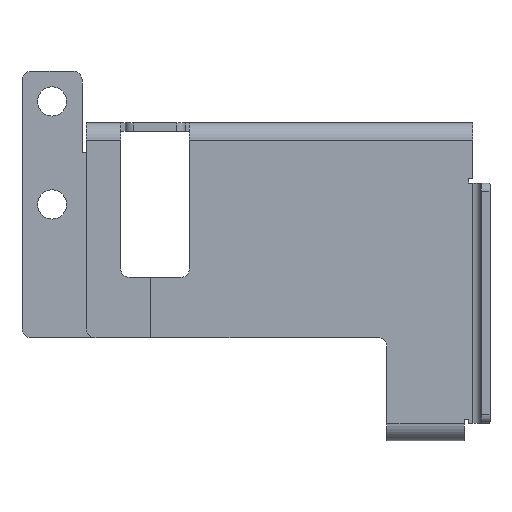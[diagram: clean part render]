
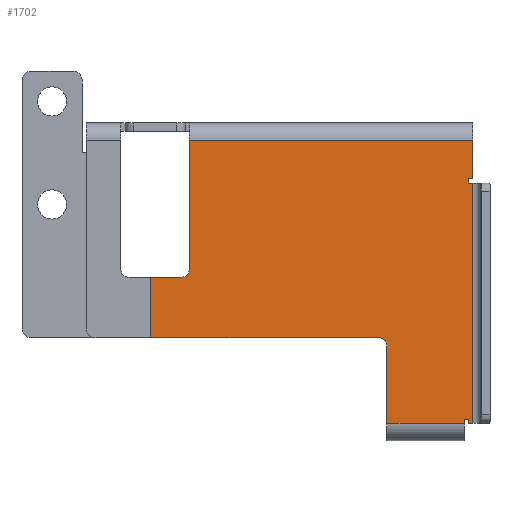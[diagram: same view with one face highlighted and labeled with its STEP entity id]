
A CAD part, left-side view. The second image highlights one B-rep face of the part: STEP entity #1702.
In plain terms, the highlighted planar face has unit normal (-1, 0, 0).
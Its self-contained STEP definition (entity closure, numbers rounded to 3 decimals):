
#43 = VECTOR ( 'NONE', #627, 1000. ) ;
#81 = DIRECTION ( 'NONE',  ( 0., -1., 0. ) ) ;
#87 = ORIENTED_EDGE ( 'NONE', *, *, #97, .F. ) ;
#97 = EDGE_CURVE ( 'NONE', #764, #4758, #1420, .T. ) ;
#163 = EDGE_CURVE ( 'NONE', #316, #1601, #2194, .T. ) ;
#230 = CARTESIAN_POINT ( 'NONE',  ( -1., 10., -35. ) ) ;
#250 = ORIENTED_EDGE ( 'NONE', *, *, #163, .T. ) ;
#257 = CARTESIAN_POINT ( 'NONE',  ( -1., 0.5, -34.5 ) ) ;
#264 = VERTEX_POINT ( 'NONE', #4438 ) ;
#316 = VERTEX_POINT ( 'NONE', #2218 ) ;
#346 = CARTESIAN_POINT ( 'NONE',  ( -1., 1., -34.5 ) ) ;
#361 = DIRECTION ( 'NONE',  ( 0., 1., 0. ) ) ;
#380 = CARTESIAN_POINT ( 'NONE',  ( -1., 0., -6.5 ) ) ;
#454 = LINE ( 'NONE', #4216, #3316 ) ;
#457 = ORIENTED_EDGE ( 'NONE', *, *, #1756, .F. ) ;
#472 = VERTEX_POINT ( 'NONE', #1831 ) ;
#486 = EDGE_CURVE ( 'NONE', #2804, #1601, #563, .T. ) ;
#490 = CARTESIAN_POINT ( 'NONE',  ( -1., 1., -35. ) ) ;
#504 = DIRECTION ( 'NONE',  ( 0., -1., 0. ) ) ;
#563 = LINE ( 'NONE', #3704, #3411 ) ;
#585 = DIRECTION ( 'NONE',  ( 0., -1., 0. ) ) ;
#626 = ORIENTED_EDGE ( 'NONE', *, *, #3086, .T. ) ;
#627 = DIRECTION ( 'NONE',  ( 0., -1., 0. ) ) ;
#664 = LINE ( 'NONE', #2265, #1664 ) ;
#679 = AXIS2_PLACEMENT_3D ( 'NONE', #2155, #3892, #709 ) ;
#709 = DIRECTION ( 'NONE',  ( 0., 0., -1. ) ) ;
#739 = DIRECTION ( 'NONE',  ( 1., 0., 0. ) ) ;
#764 = VERTEX_POINT ( 'NONE', #2704 ) ;
#772 = VECTOR ( 'NONE', #361, 1000. ) ;
#870 = DIRECTION ( 'NONE',  ( 0., 0., 1. ) ) ;
#883 = ORIENTED_EDGE ( 'NONE', *, *, #4073, .F. ) ;
#884 = CARTESIAN_POINT ( 'NONE',  ( -1., 0., -35. ) ) ;
#939 = DIRECTION ( 'NONE',  ( 0., 1., 0. ) ) ;
#955 = LINE ( 'NONE', #2422, #1957 ) ;
#984 = CARTESIAN_POINT ( 'NONE',  ( -1., 0.5, -7. ) ) ;
#1023 = EDGE_CURVE ( 'NONE', #764, #472, #2838, .T. ) ;
#1058 = DIRECTION ( 'NONE',  ( 0., 1., 0. ) ) ;
#1083 = VECTOR ( 'NONE', #1796, 1000. ) ;
#1136 = CARTESIAN_POINT ( 'NONE',  ( -1., 34., -18. ) ) ;
#1189 = CIRCLE ( 'NONE', #679, 1. ) ;
#1205 = CARTESIAN_POINT ( 'NONE',  ( -1., 1., -35. ) ) ;
#1292 = ORIENTED_EDGE ( 'NONE', *, *, #2059, .T. ) ;
#1316 = DIRECTION ( 'NONE',  ( 0., 0., -1. ) ) ;
#1363 = CIRCLE ( 'NONE', #3954, 1. ) ;
#1375 = EDGE_LOOP ( 'NONE', ( #883, #3880, #87, #3725, #4709, #3968, #2774, #3673, #626, #1292, #250, #1637, #1806, #4281, #3369, #457, #3874, #3381 ) ) ;
#1420 = LINE ( 'NONE', #3529, #3417 ) ;
#1473 = EDGE_CURVE ( 'NONE', #3220, #4336, #2054, .T. ) ;
#1493 = VECTOR ( 'NONE', #585, 1000. ) ;
#1548 = PLANE ( 'NONE',  #1801 ) ;
#1552 = CARTESIAN_POINT ( 'NONE',  ( -1., 0., 0. ) ) ;
#1601 = VERTEX_POINT ( 'NONE', #490 ) ;
#1635 = EDGE_CURVE ( 'NONE', #1919, #4758, #454, .T. ) ;
#1637 = ORIENTED_EDGE ( 'NONE', *, *, #486, .F. ) ;
#1664 = VECTOR ( 'NONE', #2369, 1000. ) ;
#1673 = VECTOR ( 'NONE', #4036, 1000. ) ;
#1702 = ADVANCED_FACE ( 'NONE', ( #2962 ), #1548, .F. ) ;
#1720 = VERTEX_POINT ( 'NONE', #3724 ) ;
#1739 = EDGE_CURVE ( 'NONE', #264, #3583, #1859, .T. ) ;
#1756 = EDGE_CURVE ( 'NONE', #2584, #4336, #3611, .T. ) ;
#1796 = DIRECTION ( 'NONE',  ( 0., -1., 0. ) ) ;
#1801 = AXIS2_PLACEMENT_3D ( 'NONE', #1552, #739, #3349 ) ;
#1806 = ORIENTED_EDGE ( 'NONE', *, *, #3232, .F. ) ;
#1820 = EDGE_CURVE ( 'NONE', #4117, #2584, #2500, .T. ) ;
#1831 = CARTESIAN_POINT ( 'NONE',  ( -1., 33., -17. ) ) ;
#1838 = DIRECTION ( 'NONE',  ( 0., 0., -1. ) ) ;
#1839 = VECTOR ( 'NONE', #2927, 1000. ) ;
#1859 = LINE ( 'NONE', #4528, #2751 ) ;
#1919 = VERTEX_POINT ( 'NONE', #380 ) ;
#1957 = VECTOR ( 'NONE', #3547, 1000. ) ;
#2054 = LINE ( 'NONE', #1205, #43 ) ;
#2059 = EDGE_CURVE ( 'NONE', #4225, #316, #2325, .T. ) ;
#2071 = VERTEX_POINT ( 'NONE', #257 ) ;
#2155 = CARTESIAN_POINT ( 'NONE',  ( -1., 34., -17. ) ) ;
#2194 = LINE ( 'NONE', #230, #1083 ) ;
#2211 = CARTESIAN_POINT ( 'NONE',  ( -1., 11., -25. ) ) ;
#2218 = CARTESIAN_POINT ( 'NONE',  ( -1., 10., -35. ) ) ;
#2239 = CARTESIAN_POINT ( 'NONE',  ( -1., 0.5, -7. ) ) ;
#2255 = CARTESIAN_POINT ( 'NONE',  ( -1., 0., -7. ) ) ;
#2265 = CARTESIAN_POINT ( 'NONE',  ( -1., 0.5, -6.5 ) ) ;
#2325 = LINE ( 'NONE', #2482, #4319 ) ;
#2369 = DIRECTION ( 'NONE',  ( 0., 0., -1. ) ) ;
#2422 = CARTESIAN_POINT ( 'NONE',  ( -1., 0.5, 0. ) ) ;
#2482 = CARTESIAN_POINT ( 'NONE',  ( -1., 10., -36. ) ) ;
#2491 = LINE ( 'NONE', #4052, #4487 ) ;
#2500 = LINE ( 'NONE', #984, #1493 ) ;
#2584 = VERTEX_POINT ( 'NONE', #2255 ) ;
#2603 = CARTESIAN_POINT ( 'NONE',  ( -1., -1., -6.5 ) ) ;
#2621 = VECTOR ( 'NONE', #3151, 1000. ) ;
#2667 = VECTOR ( 'NONE', #1058, 1000. ) ;
#2673 = EDGE_CURVE ( 'NONE', #4713, #4289, #2491, .T. ) ;
#2704 = CARTESIAN_POINT ( 'NONE',  ( -1., 33., -2. ) ) ;
#2735 = CARTESIAN_POINT ( 'NONE',  ( -1., 0.5, -35. ) ) ;
#2751 = VECTOR ( 'NONE', #504, 1000. ) ;
#2774 = ORIENTED_EDGE ( 'NONE', *, *, #2818, .T. ) ;
#2804 = VERTEX_POINT ( 'NONE', #346 ) ;
#2818 = EDGE_CURVE ( 'NONE', #4289, #264, #3768, .T. ) ;
#2838 = LINE ( 'NONE', #4732, #1839 ) ;
#2909 = EDGE_CURVE ( 'NONE', #472, #4713, #1189, .T. ) ;
#2927 = DIRECTION ( 'NONE',  ( 0., 0., -1. ) ) ;
#2962 = FACE_OUTER_BOUND ( 'NONE', #1375, .T. ) ;
#3086 = EDGE_CURVE ( 'NONE', #3583, #4225, #1363, .T. ) ;
#3151 = DIRECTION ( 'NONE',  ( 0., 0., -1. ) ) ;
#3162 = CARTESIAN_POINT ( 'NONE',  ( -1., 37.5, -18. ) ) ;
#3220 = VERTEX_POINT ( 'NONE', #2735 ) ;
#3232 = EDGE_CURVE ( 'NONE', #2071, #2804, #4676, .T. ) ;
#3316 = VECTOR ( 'NONE', #870, 1000. ) ;
#3349 = DIRECTION ( 'NONE',  ( 0., 0., -1. ) ) ;
#3369 = ORIENTED_EDGE ( 'NONE', *, *, #1473, .T. ) ;
#3381 = ORIENTED_EDGE ( 'NONE', *, *, #3706, .F. ) ;
#3411 = VECTOR ( 'NONE', #3623, 1000. ) ;
#3417 = VECTOR ( 'NONE', #81, 1000. ) ;
#3529 = CARTESIAN_POINT ( 'NONE',  ( -1., 0., -2. ) ) ;
#3547 = DIRECTION ( 'NONE',  ( 0., 0., 1. ) ) ;
#3565 = CARTESIAN_POINT ( 'NONE',  ( -1., 0., -34.5 ) ) ;
#3583 = VERTEX_POINT ( 'NONE', #2211 ) ;
#3611 = LINE ( 'NONE', #4547, #2621 ) ;
#3623 = DIRECTION ( 'NONE',  ( 0., 0., -1. ) ) ;
#3673 = ORIENTED_EDGE ( 'NONE', *, *, #1739, .T. ) ;
#3704 = CARTESIAN_POINT ( 'NONE',  ( -1., 1., 0. ) ) ;
#3706 = EDGE_CURVE ( 'NONE', #1720, #4117, #664, .T. ) ;
#3724 = CARTESIAN_POINT ( 'NONE',  ( -1., 0.5, -6.5 ) ) ;
#3725 = ORIENTED_EDGE ( 'NONE', *, *, #1023, .T. ) ;
#3756 = LINE ( 'NONE', #2603, #772 ) ;
#3768 = LINE ( 'NONE', #3162, #1673 ) ;
#3844 = EDGE_CURVE ( 'NONE', #3220, #2071, #955, .T. ) ;
#3856 = CARTESIAN_POINT ( 'NONE',  ( -1., 37.5, -18. ) ) ;
#3874 = ORIENTED_EDGE ( 'NONE', *, *, #1820, .F. ) ;
#3880 = ORIENTED_EDGE ( 'NONE', *, *, #1635, .T. ) ;
#3892 = DIRECTION ( 'NONE',  ( 1., 0., 0. ) ) ;
#3954 = AXIS2_PLACEMENT_3D ( 'NONE', #4485, #4851, #1838 ) ;
#3968 = ORIENTED_EDGE ( 'NONE', *, *, #2673, .T. ) ;
#4036 = DIRECTION ( 'NONE',  ( 0., 0., -1. ) ) ;
#4052 = CARTESIAN_POINT ( 'NONE',  ( -1., 33., -18. ) ) ;
#4073 = EDGE_CURVE ( 'NONE', #1919, #1720, #3756, .T. ) ;
#4117 = VERTEX_POINT ( 'NONE', #2239 ) ;
#4216 = CARTESIAN_POINT ( 'NONE',  ( -1., 0., -1. ) ) ;
#4225 = VERTEX_POINT ( 'NONE', #4540 ) ;
#4281 = ORIENTED_EDGE ( 'NONE', *, *, #3844, .F. ) ;
#4289 = VERTEX_POINT ( 'NONE', #3856 ) ;
#4319 = VECTOR ( 'NONE', #1316, 1000. ) ;
#4336 = VERTEX_POINT ( 'NONE', #884 ) ;
#4438 = CARTESIAN_POINT ( 'NONE',  ( -1., 37.5, -25. ) ) ;
#4485 = CARTESIAN_POINT ( 'NONE',  ( -1., 11., -26. ) ) ;
#4487 = VECTOR ( 'NONE', #939, 1000. ) ;
#4528 = CARTESIAN_POINT ( 'NONE',  ( -1., 10., -25. ) ) ;
#4540 = CARTESIAN_POINT ( 'NONE',  ( -1., 10., -26. ) ) ;
#4547 = CARTESIAN_POINT ( 'NONE',  ( -1., 0., -7. ) ) ;
#4554 = CARTESIAN_POINT ( 'NONE',  ( -1., 0., -2. ) ) ;
#4676 = LINE ( 'NONE', #3565, #2667 ) ;
#4709 = ORIENTED_EDGE ( 'NONE', *, *, #2909, .T. ) ;
#4713 = VERTEX_POINT ( 'NONE', #1136 ) ;
#4732 = CARTESIAN_POINT ( 'NONE',  ( -1., 33., -1. ) ) ;
#4758 = VERTEX_POINT ( 'NONE', #4554 ) ;
#4851 = DIRECTION ( 'NONE',  ( 1., 0., 0. ) ) ;
